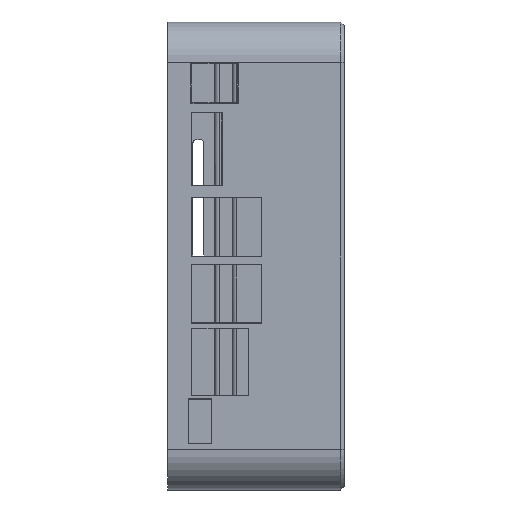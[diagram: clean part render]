
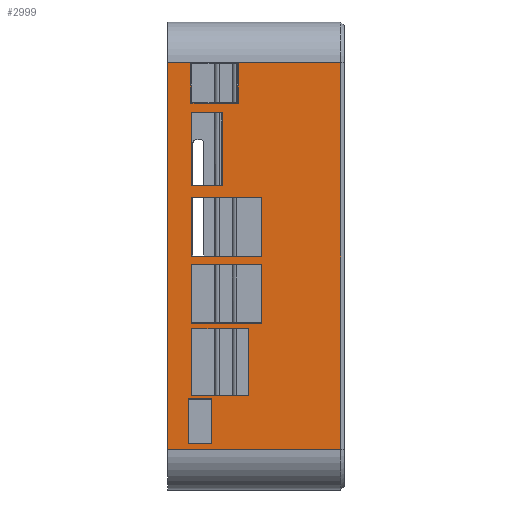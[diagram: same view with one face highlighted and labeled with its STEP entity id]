
A CAD part, front view. The second image highlights one B-rep face of the part: STEP entity #2999.
In plain terms, the highlighted planar face has unit normal (0, -1, 0).
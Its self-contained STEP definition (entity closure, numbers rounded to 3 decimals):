
#170=FACE_BOUND('',#397,.T.);
#171=FACE_BOUND('',#398,.T.);
#172=FACE_BOUND('',#399,.T.);
#173=FACE_BOUND('',#400,.T.);
#174=FACE_BOUND('',#401,.T.);
#175=FACE_BOUND('',#402,.T.);
#210=FACE_OUTER_BOUND('',#396,.T.);
#396=EDGE_LOOP('',(#2046,#2047,#2048,#2049));
#397=EDGE_LOOP('',(#2050,#2051,#2052,#2053));
#398=EDGE_LOOP('',(#2054,#2055,#2056,#2057));
#399=EDGE_LOOP('',(#2058,#2059,#2060,#2061,#2062));
#400=EDGE_LOOP('',(#2063,#2064,#2065,#2066));
#401=EDGE_LOOP('',(#2067,#2068,#2069,#2070));
#402=EDGE_LOOP('',(#2071,#2072,#2073,#2074));
#595=LINE('',#4071,#941);
#601=LINE('',#4082,#947);
#608=LINE('',#4098,#954);
#616=LINE('',#4114,#962);
#621=LINE('',#4124,#967);
#626=LINE('',#4133,#972);
#636=LINE('',#4154,#982);
#637=LINE('',#4156,#983);
#638=LINE('',#4158,#984);
#639=LINE('',#4159,#985);
#640=LINE('',#4162,#986);
#641=LINE('',#4164,#987);
#642=LINE('',#4166,#988);
#643=LINE('',#4167,#989);
#644=LINE('',#4170,#990);
#645=LINE('',#4172,#991);
#646=LINE('',#4174,#992);
#647=LINE('',#4175,#993);
#648=LINE('',#4177,#994);
#649=LINE('',#4179,#995);
#650=LINE('',#4180,#996);
#651=LINE('',#4183,#997);
#652=LINE('',#4185,#998);
#653=LINE('',#4187,#999);
#654=LINE('',#4188,#1000);
#655=LINE('',#4191,#1001);
#656=LINE('',#4193,#1002);
#657=LINE('',#4195,#1003);
#658=LINE('',#4196,#1004);
#941=VECTOR('',#3371,10.);
#947=VECTOR('',#3379,10.);
#954=VECTOR('',#3392,10.);
#962=VECTOR('',#3406,10.);
#967=VECTOR('',#3415,10.);
#972=VECTOR('',#3424,10.);
#982=VECTOR('',#3444,10.);
#983=VECTOR('',#3445,10.);
#984=VECTOR('',#3446,10.);
#985=VECTOR('',#3447,10.);
#986=VECTOR('',#3448,10.);
#987=VECTOR('',#3449,10.);
#988=VECTOR('',#3450,10.);
#989=VECTOR('',#3451,10.);
#990=VECTOR('',#3452,10.);
#991=VECTOR('',#3453,10.);
#992=VECTOR('',#3454,10.);
#993=VECTOR('',#3455,10.);
#994=VECTOR('',#3456,10.);
#995=VECTOR('',#3457,10.);
#996=VECTOR('',#3458,10.);
#997=VECTOR('',#3459,10.);
#998=VECTOR('',#3460,10.);
#999=VECTOR('',#3461,10.);
#1000=VECTOR('',#3462,10.);
#1001=VECTOR('',#3463,10.);
#1002=VECTOR('',#3464,10.);
#1003=VECTOR('',#3465,10.);
#1004=VECTOR('',#3466,10.);
#1286=VERTEX_POINT('',#4068);
#1287=VERTEX_POINT('',#4070);
#1291=VERTEX_POINT('',#4080);
#1292=VERTEX_POINT('',#4084);
#1295=VERTEX_POINT('',#4091);
#1302=VERTEX_POINT('',#4110);
#1303=VERTEX_POINT('',#4117);
#1312=VERTEX_POINT('',#4152);
#1313=VERTEX_POINT('',#4153);
#1314=VERTEX_POINT('',#4155);
#1315=VERTEX_POINT('',#4157);
#1316=VERTEX_POINT('',#4160);
#1317=VERTEX_POINT('',#4161);
#1318=VERTEX_POINT('',#4163);
#1319=VERTEX_POINT('',#4165);
#1320=VERTEX_POINT('',#4168);
#1321=VERTEX_POINT('',#4169);
#1322=VERTEX_POINT('',#4171);
#1323=VERTEX_POINT('',#4173);
#1324=VERTEX_POINT('',#4176);
#1325=VERTEX_POINT('',#4178);
#1326=VERTEX_POINT('',#4181);
#1327=VERTEX_POINT('',#4182);
#1328=VERTEX_POINT('',#4184);
#1329=VERTEX_POINT('',#4186);
#1330=VERTEX_POINT('',#4189);
#1331=VERTEX_POINT('',#4190);
#1332=VERTEX_POINT('',#4192);
#1333=VERTEX_POINT('',#4194);
#1545=EDGE_CURVE('',#1286,#1287,#595,.T.);
#1551=EDGE_CURVE('',#1286,#1291,#601,.T.);
#1558=EDGE_CURVE('',#1295,#1292,#608,.T.);
#1566=EDGE_CURVE('',#1292,#1302,#616,.T.);
#1571=EDGE_CURVE('',#1303,#1295,#621,.T.);
#1576=EDGE_CURVE('',#1302,#1303,#626,.T.);
#1586=EDGE_CURVE('',#1312,#1313,#636,.T.);
#1587=EDGE_CURVE('',#1314,#1313,#637,.T.);
#1588=EDGE_CURVE('',#1315,#1314,#638,.T.);
#1589=EDGE_CURVE('',#1315,#1312,#639,.T.);
#1590=EDGE_CURVE('',#1316,#1317,#640,.T.);
#1591=EDGE_CURVE('',#1318,#1316,#641,.T.);
#1592=EDGE_CURVE('',#1319,#1318,#642,.T.);
#1593=EDGE_CURVE('',#1317,#1319,#643,.T.);
#1594=EDGE_CURVE('',#1320,#1321,#644,.T.);
#1595=EDGE_CURVE('',#1322,#1320,#645,.T.);
#1596=EDGE_CURVE('',#1323,#1322,#646,.T.);
#1597=EDGE_CURVE('',#1321,#1323,#647,.T.);
#1598=EDGE_CURVE('',#1324,#1291,#648,.T.);
#1599=EDGE_CURVE('',#1325,#1324,#649,.T.);
#1600=EDGE_CURVE('',#1325,#1287,#650,.T.);
#1601=EDGE_CURVE('',#1326,#1327,#651,.T.);
#1602=EDGE_CURVE('',#1328,#1326,#652,.T.);
#1603=EDGE_CURVE('',#1329,#1328,#653,.T.);
#1604=EDGE_CURVE('',#1327,#1329,#654,.T.);
#1605=EDGE_CURVE('',#1330,#1331,#655,.T.);
#1606=EDGE_CURVE('',#1332,#1330,#656,.T.);
#1607=EDGE_CURVE('',#1333,#1332,#657,.T.);
#1608=EDGE_CURVE('',#1331,#1333,#658,.T.);
#2046=ORIENTED_EDGE('',*,*,#1586,.T.);
#2047=ORIENTED_EDGE('',*,*,#1587,.F.);
#2048=ORIENTED_EDGE('',*,*,#1588,.F.);
#2049=ORIENTED_EDGE('',*,*,#1589,.T.);
#2050=ORIENTED_EDGE('',*,*,#1590,.F.);
#2051=ORIENTED_EDGE('',*,*,#1591,.F.);
#2052=ORIENTED_EDGE('',*,*,#1592,.F.);
#2053=ORIENTED_EDGE('',*,*,#1593,.F.);
#2054=ORIENTED_EDGE('',*,*,#1594,.F.);
#2055=ORIENTED_EDGE('',*,*,#1595,.F.);
#2056=ORIENTED_EDGE('',*,*,#1596,.F.);
#2057=ORIENTED_EDGE('',*,*,#1597,.F.);
#2058=ORIENTED_EDGE('',*,*,#1551,.T.);
#2059=ORIENTED_EDGE('',*,*,#1598,.F.);
#2060=ORIENTED_EDGE('',*,*,#1599,.F.);
#2061=ORIENTED_EDGE('',*,*,#1600,.T.);
#2062=ORIENTED_EDGE('',*,*,#1545,.F.);
#2063=ORIENTED_EDGE('',*,*,#1601,.F.);
#2064=ORIENTED_EDGE('',*,*,#1602,.F.);
#2065=ORIENTED_EDGE('',*,*,#1603,.F.);
#2066=ORIENTED_EDGE('',*,*,#1604,.F.);
#2067=ORIENTED_EDGE('',*,*,#1605,.F.);
#2068=ORIENTED_EDGE('',*,*,#1606,.F.);
#2069=ORIENTED_EDGE('',*,*,#1607,.F.);
#2070=ORIENTED_EDGE('',*,*,#1608,.F.);
#2071=ORIENTED_EDGE('',*,*,#1558,.F.);
#2072=ORIENTED_EDGE('',*,*,#1571,.F.);
#2073=ORIENTED_EDGE('',*,*,#1576,.F.);
#2074=ORIENTED_EDGE('',*,*,#1566,.F.);
#2874=PLANE('',#3199);
#2999=ADVANCED_FACE('',(#210,#170,#171,#172,#173,#174,#175),#2874,.T.);
#3199=AXIS2_PLACEMENT_3D('',#4151,#3442,#3443);
#3371=DIRECTION('',(-0.707,0.,-0.707));
#3379=DIRECTION('',(1.,0.,0.));
#3392=DIRECTION('',(0.,0.,-1.));
#3406=DIRECTION('',(1.,0.,0.));
#3415=DIRECTION('',(-1.,0.,0.));
#3424=DIRECTION('',(0.,0.,1.));
#3442=DIRECTION('center_axis',(0.,-1.,0.));
#3443=DIRECTION('ref_axis',(0.,0.,1.));
#3444=DIRECTION('',(0.,0.,-1.));
#3445=DIRECTION('',(-1.,0.,0.));
#3446=DIRECTION('',(0.,0.,-1.));
#3447=DIRECTION('',(-1.,0.,0.));
#3448=DIRECTION('',(1.,0.,0.));
#3449=DIRECTION('',(0.,0.,-1.));
#3450=DIRECTION('',(-1.,0.,0.));
#3451=DIRECTION('',(0.,0.,1.));
#3452=DIRECTION('',(1.,0.,0.));
#3453=DIRECTION('',(0.,0.,-1.));
#3454=DIRECTION('',(-1.,0.,0.));
#3455=DIRECTION('',(0.,0.,1.));
#3456=DIRECTION('',(0.,0.,1.));
#3457=DIRECTION('',(1.,0.,0.));
#3458=DIRECTION('',(0.,0.,1.));
#3459=DIRECTION('',(0.,0.,-1.));
#3460=DIRECTION('',(-1.,0.,0.));
#3461=DIRECTION('',(0.,0.,1.));
#3462=DIRECTION('',(1.,0.,0.));
#3463=DIRECTION('',(1.,0.,0.));
#3464=DIRECTION('',(0.,0.,-1.));
#3465=DIRECTION('',(-1.,0.,0.));
#3466=DIRECTION('',(0.,0.,1.));
#4068=CARTESIAN_POINT('',(1.27,-26.5,30.527));
#4070=CARTESIAN_POINT('',(1.17,-26.5,30.427));
#4071=CARTESIAN_POINT('',(-7.979,-26.5,21.278));
#4080=CARTESIAN_POINT('',(15.72,-26.5,30.527));
#4082=CARTESIAN_POINT('',(5.16,-26.5,30.527));
#4084=CARTESIAN_POINT('',(0.396,-26.5,1.33));
#4091=CARTESIAN_POINT('',(0.396,-26.5,12.72));
#4098=CARTESIAN_POINT('',(0.396,-26.5,5.635));
#4110=CARTESIAN_POINT('',(6.326,-26.5,1.33));
#4114=CARTESIAN_POINT('',(-1.627,-26.5,1.33));
#4117=CARTESIAN_POINT('',(6.326,-26.5,12.72));
#4124=CARTESIAN_POINT('',(0.088,-26.5,12.72));
#4133=CARTESIAN_POINT('',(6.326,-26.5,1.19));
#4151=CARTESIAN_POINT('Origin',(-4.9,-26.5,-0.2));
#4152=CARTESIAN_POINT('',(-4.9,-26.5,98.2));
#4153=CARTESIAN_POINT('',(-4.9,-26.5,-0.2));
#4154=CARTESIAN_POINT('',(-4.9,-26.5,24.4));
#4155=CARTESIAN_POINT('',(39.1,-26.5,-0.2));
#4156=CARTESIAN_POINT('',(-4.9,-26.5,-0.2));
#4157=CARTESIAN_POINT('',(39.1,-26.5,98.2));
#4158=CARTESIAN_POINT('',(39.1,-26.5,24.4));
#4159=CARTESIAN_POINT('',(-4.9,-26.5,98.2));
#4160=CARTESIAN_POINT('',(1.146,-26.5,48.875));
#4161=CARTESIAN_POINT('',(18.986,-26.5,48.875));
#4162=CARTESIAN_POINT('',(-1.627,-26.5,48.875));
#4163=CARTESIAN_POINT('',(1.146,-26.5,63.925));
#4164=CARTESIAN_POINT('',(1.146,-26.5,31.612));
#4165=CARTESIAN_POINT('',(18.986,-26.5,63.925));
#4166=CARTESIAN_POINT('',(6.793,-26.5,63.925));
#4167=CARTESIAN_POINT('',(18.986,-26.5,24.587));
#4168=CARTESIAN_POINT('',(1.07,-26.5,87.85));
#4169=CARTESIAN_POINT('',(13.07,-26.5,87.85));
#4170=CARTESIAN_POINT('',(-1.665,-26.5,87.85));
#4171=CARTESIAN_POINT('',(1.07,-26.5,98.15));
#4172=CARTESIAN_POINT('',(1.07,-26.5,48.725));
#4173=CARTESIAN_POINT('',(13.07,-26.5,98.15));
#4174=CARTESIAN_POINT('',(3.835,-26.5,98.15));
#4175=CARTESIAN_POINT('',(13.07,-26.5,44.075));
#4176=CARTESIAN_POINT('',(15.72,-26.5,13.473));
#4177=CARTESIAN_POINT('',(15.72,-26.5,6.886));
#4178=CARTESIAN_POINT('',(1.17,-26.5,13.473));
#4179=CARTESIAN_POINT('',(-1.665,-26.5,13.473));
#4180=CARTESIAN_POINT('',(1.17,-26.5,14.963));
#4181=CARTESIAN_POINT('',(1.146,-26.5,85.588));
#4182=CARTESIAN_POINT('',(1.146,-26.5,66.892));
#4183=CARTESIAN_POINT('',(1.146,-26.5,42.444));
#4184=CARTESIAN_POINT('',(8.956,-26.5,85.588));
#4185=CARTESIAN_POINT('',(1.778,-26.5,85.588));
#4186=CARTESIAN_POINT('',(8.956,-26.5,66.892));
#4187=CARTESIAN_POINT('',(8.956,-26.5,33.596));
#4188=CARTESIAN_POINT('',(-1.627,-26.5,66.892));
#4189=CARTESIAN_POINT('',(1.146,-26.5,31.875));
#4190=CARTESIAN_POINT('',(18.986,-26.5,31.875));
#4191=CARTESIAN_POINT('',(-1.627,-26.5,31.875));
#4192=CARTESIAN_POINT('',(1.146,-26.5,46.925));
#4193=CARTESIAN_POINT('',(1.146,-26.5,23.112));
#4194=CARTESIAN_POINT('',(18.986,-26.5,46.925));
#4195=CARTESIAN_POINT('',(6.793,-26.5,46.925));
#4196=CARTESIAN_POINT('',(18.986,-26.5,16.087));
